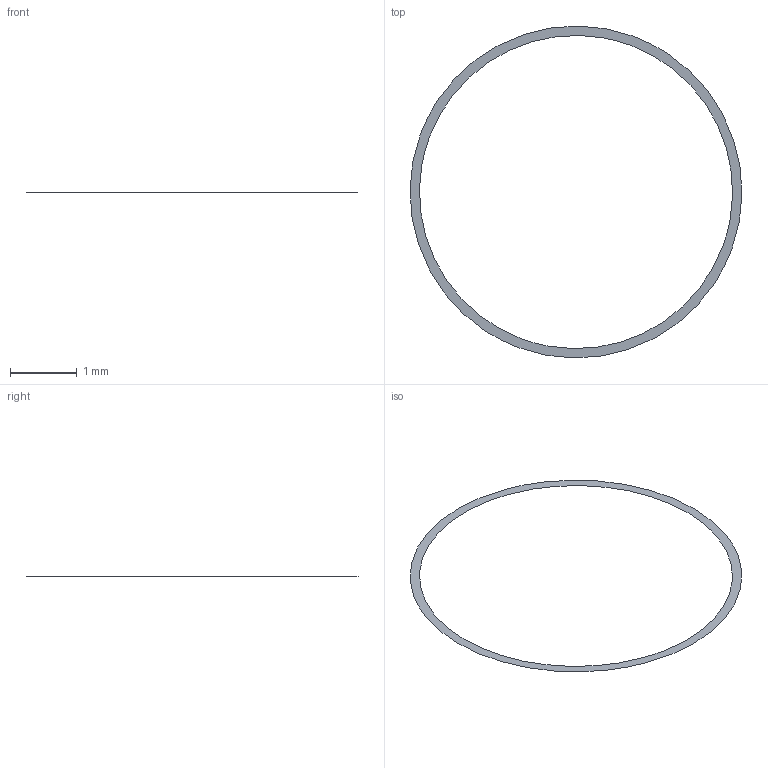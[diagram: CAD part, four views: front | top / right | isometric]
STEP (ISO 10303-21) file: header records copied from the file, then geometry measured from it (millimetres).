
FILE_DESCRIPTION(/* description */ (''),/* implementation_level */ '2;1');
FILE_NAME(/* name */ 'loop',/* time_stamp */ '2025-06-29T18:30:08+08:00',/* author */ (''),/* organization */ (''),/* preprocessor_version */ 'ST-DEVELOPER v20.1',/* originating_system */ '',/* authorisation */ '');
FILE_SCHEMA (('AUTOMOTIVE_DESIGN { 1 0 10303 214 3 1 1 }'));
Length unit declared in the file: centimetre
Products named in the file (1): none
Bounding box: 4.98 x 4.98 x 0 mm (x, y, z)
Surface area: 2.1 mm2 (no closed solid volume)
Topology: 0 solids, 1 shells, 1 faces, 8 edges, 8 vertices
Faces by surface type: bspline 1
Entity records: 124 total; most frequent: CARTESIAN_POINT 45, B_SPLINE_CURVE_WITH_KNOTS 8, VERTEX_POINT 8, EDGE_CURVE 8, ORIENTED_EDGE 8, PRESENTATION_STYLE_ASSIGNMENT 3, SURFACE_STYLE_USAGE 3, SURFACE_SIDE_STYLE 3
